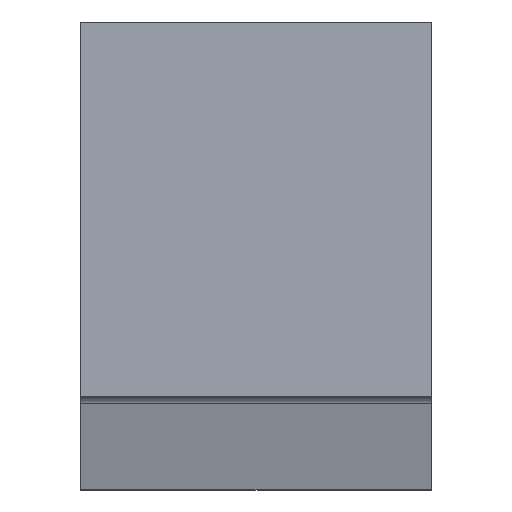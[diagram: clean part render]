
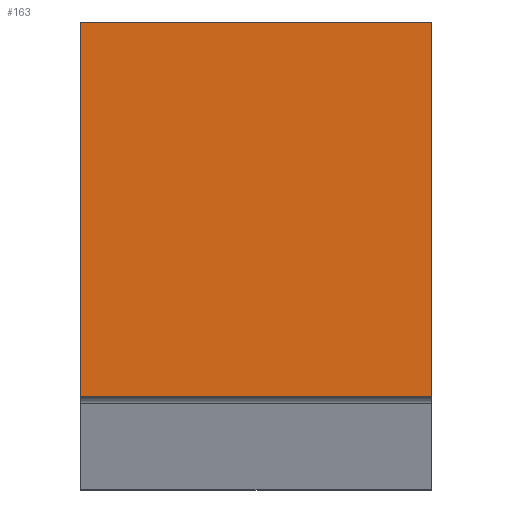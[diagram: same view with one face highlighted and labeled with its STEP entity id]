
A CAD part, top view. The second image highlights one B-rep face of the part: STEP entity #163.
In plain terms, the highlighted planar face has unit normal (0, 0, 1).
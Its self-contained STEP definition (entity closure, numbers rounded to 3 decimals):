
#18=PLANE('',#188);
#27=FACE_OUTER_BOUND('',#36,.T.);
#36=EDGE_LOOP('',(#132,#133,#134,#135));
#44=LINE('',#250,#63);
#52=LINE('',#266,#71);
#53=LINE('',#268,#72);
#54=LINE('',#269,#73);
#63=VECTOR('',#206,10.);
#71=VECTOR('',#220,10.);
#72=VECTOR('',#221,10.);
#73=VECTOR('',#222,10.);
#85=VERTEX_POINT('',#247);
#86=VERTEX_POINT('',#249);
#91=VERTEX_POINT('',#265);
#92=VERTEX_POINT('',#267);
#100=EDGE_CURVE('',#86,#85,#44,.T.);
#108=EDGE_CURVE('',#85,#91,#52,.T.);
#109=EDGE_CURVE('',#91,#92,#53,.T.);
#110=EDGE_CURVE('',#92,#86,#54,.T.);
#132=ORIENTED_EDGE('',*,*,#100,.T.);
#133=ORIENTED_EDGE('',*,*,#108,.T.);
#134=ORIENTED_EDGE('',*,*,#109,.T.);
#135=ORIENTED_EDGE('',*,*,#110,.T.);
#163=ADVANCED_FACE('',(#27),#18,.T.);
#188=AXIS2_PLACEMENT_3D('',#264,#218,#219);
#206=DIRECTION('',(1.,0.,0.));
#218=DIRECTION('center_axis',(0.,0.,1.));
#219=DIRECTION('ref_axis',(0.,-1.,0.));
#220=DIRECTION('',(0.,1.,0.));
#221=DIRECTION('',(-1.,0.,0.));
#222=DIRECTION('',(0.,-1.,0.));
#247=CARTESIAN_POINT('',(87.666,-60.,22.001));
#249=CARTESIAN_POINT('',(-62.334,-60.,22.001));
#250=CARTESIAN_POINT('',(50.166,-60.,22.001));
#264=CARTESIAN_POINT('Origin',(12.666,0.,22.001));
#265=CARTESIAN_POINT('',(87.666,100.,22.001));
#266=CARTESIAN_POINT('',(87.666,-100.,22.001));
#267=CARTESIAN_POINT('',(-62.334,100.,22.001));
#268=CARTESIAN_POINT('',(87.666,100.,22.001));
#269=CARTESIAN_POINT('',(-62.334,100.,22.001));
